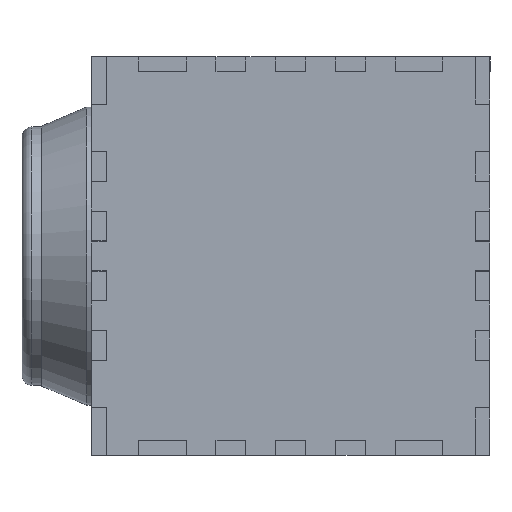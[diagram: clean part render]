
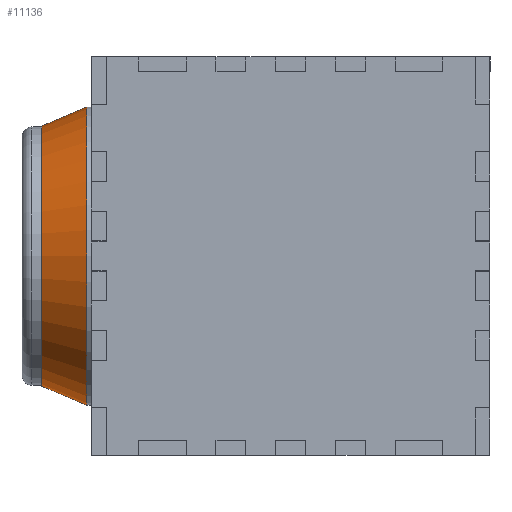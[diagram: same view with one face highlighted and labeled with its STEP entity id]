
A CAD part, left-side view. The second image highlights one B-rep face of the part: STEP entity #11136.
In plain terms, the highlighted conical face has half-angle 23 degrees and reference radius 28.09 mm.
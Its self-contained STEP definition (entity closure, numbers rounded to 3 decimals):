
#39=CONICAL_SURFACE('',#11704,28.09,0.401);
#52=FACE_BOUND('',#1294,.T.);
#74=CIRCLE('',#11705,26.18);
#75=CIRCLE('',#11706,30.);
#742=FACE_OUTER_BOUND('',#1293,.T.);
#1293=EDGE_LOOP('',(#10050));
#1294=EDGE_LOOP('',(#10051));
#5408=VERTEX_POINT('',#17530);
#5409=VERTEX_POINT('',#17532);
#6961=EDGE_CURVE('',#5408,#5408,#74,.T.);
#6962=EDGE_CURVE('',#5409,#5409,#75,.T.);
#10050=ORIENTED_EDGE('',*,*,#6961,.T.);
#10051=ORIENTED_EDGE('',*,*,#6962,.T.);
#11136=ADVANCED_FACE('',(#742,#52),#39,.T.);
#11704=AXIS2_PLACEMENT_3D('',#17529,#14364,#14365);
#11705=AXIS2_PLACEMENT_3D('',#17531,#14366,#14367);
#11706=AXIS2_PLACEMENT_3D('',#17533,#14368,#14369);
#14364=DIRECTION('center_axis',(0.,-1.,0.));
#14365=DIRECTION('ref_axis',(1.,0.,0.));
#14366=DIRECTION('center_axis',(0.,-1.,0.));
#14367=DIRECTION('ref_axis',(1.,0.,0.));
#14368=DIRECTION('center_axis',(0.,1.,0.));
#14369=DIRECTION('ref_axis',(1.,0.,0.));
#17529=CARTESIAN_POINT('Origin',(0.,-8.5,0.));
#17530=CARTESIAN_POINT('',(-26.18,-4.,0.));
#17531=CARTESIAN_POINT('Origin',(0.,-4.,0.));
#17532=CARTESIAN_POINT('',(-30.,-13.,0.));
#17533=CARTESIAN_POINT('Origin',(0.,-13.,0.));
